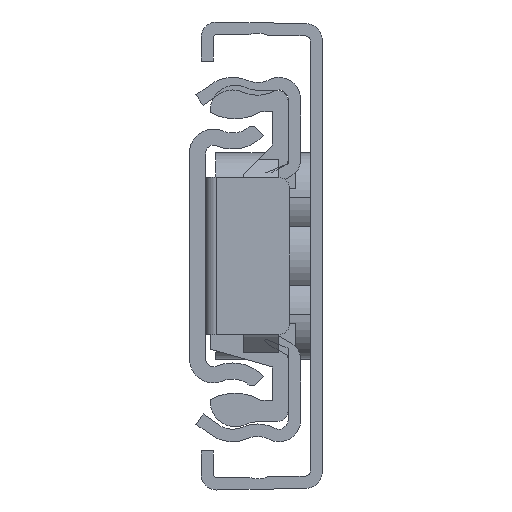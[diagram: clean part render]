
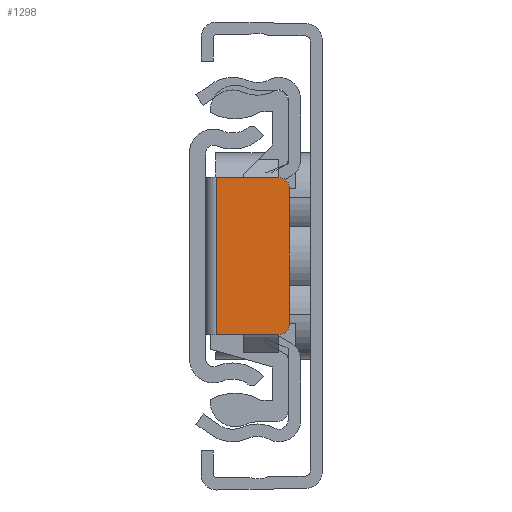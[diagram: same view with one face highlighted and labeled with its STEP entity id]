
A CAD part, left-side view. The second image highlights one B-rep face of the part: STEP entity #1298.
In plain terms, the highlighted face is planar.
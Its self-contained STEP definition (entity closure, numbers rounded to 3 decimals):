
#261 = DIRECTION ( 'NONE',  ( 0., 0., -1. ) ) ;
#658 = DIRECTION ( 'NONE',  ( 1., 0., 0. ) ) ;
#791 = VERTEX_POINT ( 'NONE', #2646 ) ;
#1030 = CARTESIAN_POINT ( 'NONE',  ( -7.5, -8.541, -1. ) ) ;
#1271 = VERTEX_POINT ( 'NONE', #5774 ) ;
#1298 = ADVANCED_FACE ( 'NONE', ( #7719 ), #6040, .F. ) ;
#1357 = LINE ( 'NONE', #8758, #5256 ) ;
#1774 = EDGE_CURVE ( 'NONE', #791, #4326, #5977, .T. ) ;
#1791 = AXIS2_PLACEMENT_3D ( 'NONE', #8467, #261, #4468 ) ;
#2070 = ORIENTED_EDGE ( 'NONE', *, *, #2797, .T. ) ;
#2273 = DIRECTION ( 'NONE',  ( 1., 0., 0. ) ) ;
#2646 = CARTESIAN_POINT ( 'NONE',  ( 7.5, -8.541, -1. ) ) ;
#2728 = VERTEX_POINT ( 'NONE', #4189 ) ;
#2744 = DIRECTION ( 'NONE',  ( 1., 0., 0. ) ) ;
#2797 = EDGE_CURVE ( 'NONE', #7089, #2728, #5031, .T. ) ;
#3079 = VECTOR ( 'NONE', #6046, 1000. ) ;
#3594 = CARTESIAN_POINT ( 'NONE',  ( 7.5, -9.541, -1. ) ) ;
#3607 = CARTESIAN_POINT ( 'NONE',  ( -7.5, -9.541, -1. ) ) ;
#3662 = DIRECTION ( 'NONE',  ( 0., 0., 1. ) ) ;
#3698 = DIRECTION ( 'NONE',  ( 0., 1., 0. ) ) ;
#4116 = EDGE_CURVE ( 'NONE', #1271, #8615, #7135, .T. ) ;
#4189 = CARTESIAN_POINT ( 'NONE',  ( -7.5, -2.541, -1. ) ) ;
#4326 = VERTEX_POINT ( 'NONE', #6907 ) ;
#4468 = DIRECTION ( 'NONE',  ( 1., 0., 0. ) ) ;
#4867 = EDGE_LOOP ( 'NONE', ( #6497, #6251, #9164, #7108, #2070, #5920 ) ) ;
#5031 = LINE ( 'NONE', #5994, #3079 ) ;
#5256 = VECTOR ( 'NONE', #658, 1000. ) ;
#5774 = CARTESIAN_POINT ( 'NONE',  ( -6.5, -9.541, -1. ) ) ;
#5920 = ORIENTED_EDGE ( 'NONE', *, *, #8920, .T. ) ;
#5927 = CARTESIAN_POINT ( 'NONE',  ( -6.5, -8.541, -1. ) ) ;
#5977 = LINE ( 'NONE', #3594, #9813 ) ;
#5990 = DIRECTION ( 'NONE',  ( 1., 0., 0. ) ) ;
#5994 = CARTESIAN_POINT ( 'NONE',  ( -7.5, -9.541, -1. ) ) ;
#6040 = PLANE ( 'NONE',  #9638 ) ;
#6046 = DIRECTION ( 'NONE',  ( 0., 1., 0. ) ) ;
#6251 = ORIENTED_EDGE ( 'NONE', *, *, #7517, .T. ) ;
#6497 = ORIENTED_EDGE ( 'NONE', *, *, #1774, .F. ) ;
#6805 = VECTOR ( 'NONE', #2273, 1000. ) ;
#6821 = DIRECTION ( 'NONE',  ( 0., 0., -1. ) ) ;
#6907 = CARTESIAN_POINT ( 'NONE',  ( 7.5, -2.541, -1. ) ) ;
#7089 = VERTEX_POINT ( 'NONE', #1030 ) ;
#7108 = ORIENTED_EDGE ( 'NONE', *, *, #7769, .T. ) ;
#7135 = LINE ( 'NONE', #9514, #6805 ) ;
#7444 = CARTESIAN_POINT ( 'NONE',  ( 6.5, -9.541, -1. ) ) ;
#7517 = EDGE_CURVE ( 'NONE', #791, #8615, #8727, .T. ) ;
#7719 = FACE_OUTER_BOUND ( 'NONE', #4867, .T. ) ;
#7769 = EDGE_CURVE ( 'NONE', #1271, #7089, #8080, .T. ) ;
#8080 = CIRCLE ( 'NONE', #8245, 1. ) ;
#8245 = AXIS2_PLACEMENT_3D ( 'NONE', #5927, #6821, #2744 ) ;
#8467 = CARTESIAN_POINT ( 'NONE',  ( 6.5, -8.541, -1. ) ) ;
#8615 = VERTEX_POINT ( 'NONE', #7444 ) ;
#8727 = CIRCLE ( 'NONE', #1791, 1. ) ;
#8758 = CARTESIAN_POINT ( 'NONE',  ( 7.5, -2.541, -1. ) ) ;
#8920 = EDGE_CURVE ( 'NONE', #2728, #4326, #1357, .T. ) ;
#9164 = ORIENTED_EDGE ( 'NONE', *, *, #4116, .F. ) ;
#9514 = CARTESIAN_POINT ( 'NONE',  ( -7.5, -9.541, -1. ) ) ;
#9638 = AXIS2_PLACEMENT_3D ( 'NONE', #3607, #3662, #5990 ) ;
#9813 = VECTOR ( 'NONE', #3698, 1000. ) ;
